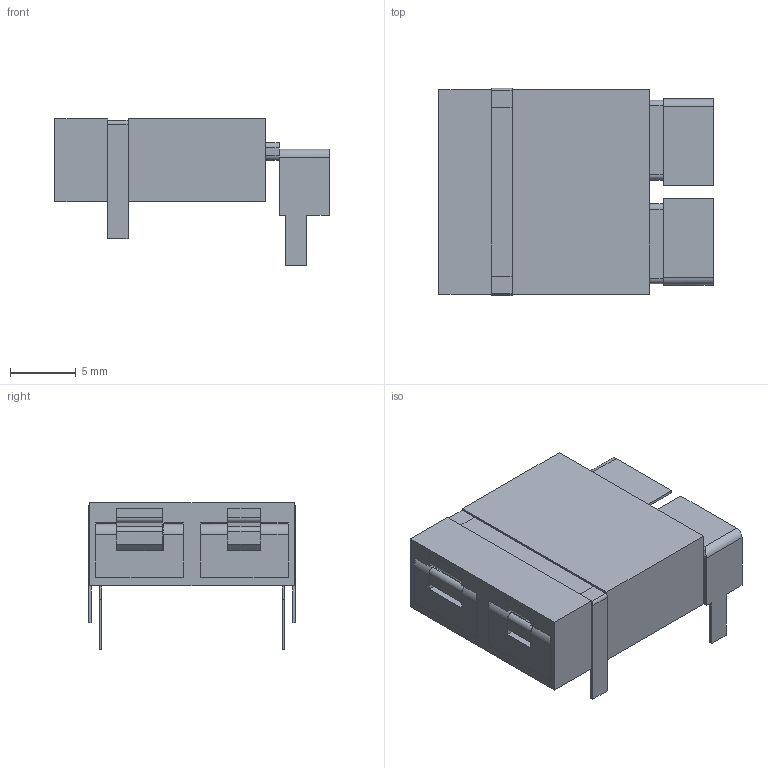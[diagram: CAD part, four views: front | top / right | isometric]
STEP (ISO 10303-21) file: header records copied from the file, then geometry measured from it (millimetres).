
FILE_DESCRIPTION(('FreeCAD Model'),'2;1');
FILE_NAME('TCPL_CONNECTOR_PCC-SMP.step','2018-03-08T16:28:35',(''),(''), 'Open CASCADE STEP processor 6.8','FreeCAD','Unknown');
FILE_SCHEMA(('AUTOMOTIVE_DESIGN_CC2 { 1 2 10303 214 -1 1 5 4 }'));
Length unit declared in the file: millimetre
Products named in the file (2): ASSEMBLY; TCPL_CONNECTOR_PCC-SMP
Assembly tree (1 placements, depth 2):
  ASSEMBLY
    TCPL_CONNECTOR_PCC-SMP
Bounding box: 20.8 x 15.7 x 11.1 mm (x, y, z)
Volume: 825.1 mm3; surface area: 2525.4 mm2
Topology: 1 solids, 1 shells, 199 faces, 570 edges, 367 vertices
Faces by surface type: plane 167, cylinder 32
Entity records: 6455 total; most frequent: ORIENTED_EDGE 1140, CARTESIAN_POINT 1138, DIRECTION 1048, EDGE_CURVE 570, LINE 494, VECTOR 494, VERTEX_POINT 367, AXIS2_PLACEMENT_3D 277
